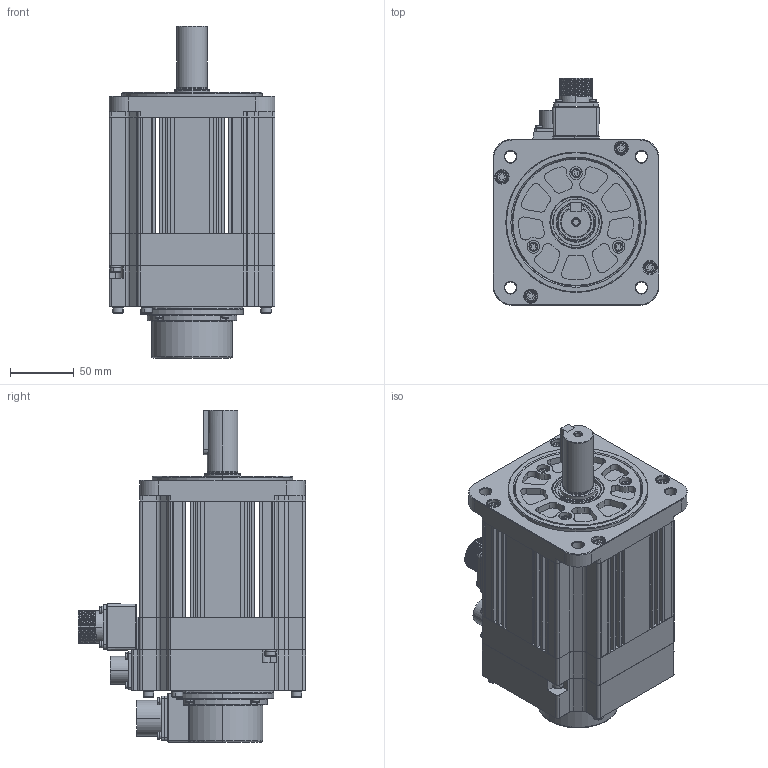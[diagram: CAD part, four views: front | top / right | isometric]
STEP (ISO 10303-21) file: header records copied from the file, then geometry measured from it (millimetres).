
FILE_DESCRIPTION (( 'STEP AP203' ), '1' );
FILE_NAME ('EM1-2KW-B-K-O.STEP', '2019-12-06T03:23:34', ( '' ), ( '' ), 'SwSTEP 2.0', 'SolidWorks 2015', '' );
FILE_SCHEMA (( 'CONFIG_CONTROL_DESIGN' ));
Length unit declared in the file: millimetre
Products named in the file (1): EM1-2KW-B-K-O
Bounding box: 130 x 177.85 x 260.1 mm (x, y, z)
Surface area: 181448.4 mm2 (no closed solid volume)
Topology: 0 solids, 75 shells, 1219 faces, 3555 edges, 2409 vertices
Faces by surface type: plane 554, cylinder 400, cone 137, torus 110, bspline 15, sphere 3
Entity records: 44936 total; most frequent: CARTESIAN_POINT 12683, DIRECTION 7010, ORIENTED_EDGE 5955, EDGE_CURVE 3551, AXIS2_PLACEMENT_3D 2490, VERTEX_POINT 2408, LINE 2030, VECTOR 2030
